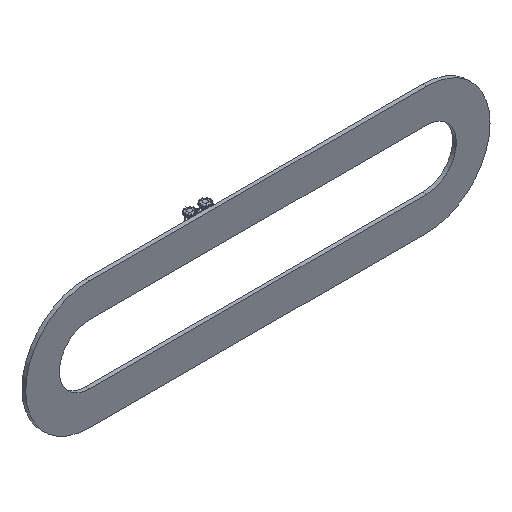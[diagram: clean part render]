
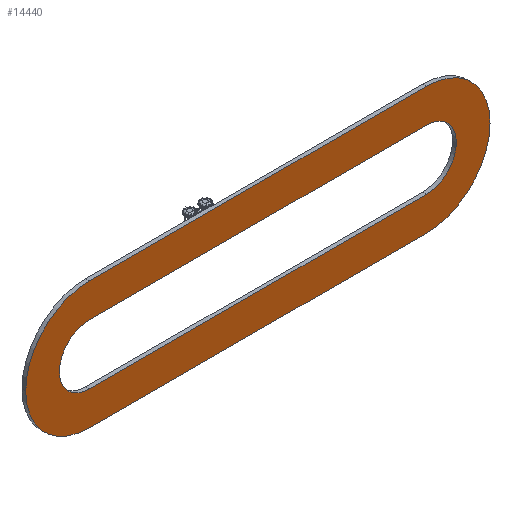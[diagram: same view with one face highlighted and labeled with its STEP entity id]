
A CAD part, isometric view. The second image highlights one B-rep face of the part: STEP entity #14440.
In plain terms, the highlighted face is planar.
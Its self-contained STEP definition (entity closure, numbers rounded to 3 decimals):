
#198 = EDGE_CURVE ( 'NONE', #979, #21056, #2883, .T. ) ;
#199 = CARTESIAN_POINT ( 'NONE',  ( 0., 0., 100. ) ) ;
#301 = EDGE_CURVE ( 'NONE', #31573, #13855, #863, .T. ) ;
#325 = CARTESIAN_POINT ( 'NONE',  ( 0., -1700., 100. ) ) ;
#354 = DIRECTION ( 'NONE',  ( 1., 0., 0. ) ) ;
#356 = CIRCLE ( 'NONE', #8010, 800. ) ;
#863 = CIRCLE ( 'NONE', #30340, 800. ) ;
#979 = VERTEX_POINT ( 'NONE', #20183 ) ;
#1699 = CARTESIAN_POINT ( 'NONE',  ( -1700., 0., 100. ) ) ;
#2045 = DIRECTION ( 'NONE',  ( 0., 0., 1. ) ) ;
#2565 = AXIS2_PLACEMENT_3D ( 'NONE', #19868, #32806, #22412 ) ;
#2883 = LINE ( 'NONE', #16722, #13438 ) ;
#3843 = CARTESIAN_POINT ( 'NONE',  ( 0., -1700., 100. ) ) ;
#4423 = CARTESIAN_POINT ( 'NONE',  ( 9000., 0., 100. ) ) ;
#5519 = ORIENTED_EDGE ( 'NONE', *, *, #24206, .F. ) ;
#7958 = AXIS2_PLACEMENT_3D ( 'NONE', #4423, #22214, #12133 ) ;
#8010 = AXIS2_PLACEMENT_3D ( 'NONE', #199, #11310, #21720 ) ;
#8064 = CIRCLE ( 'NONE', #2565, 1700. ) ;
#9036 = AXIS2_PLACEMENT_3D ( 'NONE', #26338, #19623, #354 ) ;
#9196 = CIRCLE ( 'NONE', #31006, 1700. ) ;
#10387 = EDGE_CURVE ( 'NONE', #24568, #32049, #23228, .T. ) ;
#10616 = ORIENTED_EDGE ( 'NONE', *, *, #12596, .T. ) ;
#11310 = DIRECTION ( 'NONE',  ( 0., 0., 1. ) ) ;
#11775 = ORIENTED_EDGE ( 'NONE', *, *, #30931, .F. ) ;
#11811 = EDGE_CURVE ( 'NONE', #13855, #29163, #356, .T. ) ;
#12133 = DIRECTION ( 'NONE',  ( 1., 0., 0. ) ) ;
#12596 = EDGE_CURVE ( 'NONE', #27630, #24568, #8064, .T. ) ;
#12917 = VECTOR ( 'NONE', #28276, 1000. ) ;
#13438 = VECTOR ( 'NONE', #27129, 1000. ) ;
#13525 = EDGE_CURVE ( 'NONE', #21056, #27630, #9196, .T. ) ;
#13767 = LINE ( 'NONE', #16486, #30168 ) ;
#13855 = VERTEX_POINT ( 'NONE', #24620 ) ;
#14421 = EDGE_LOOP ( 'NONE', ( #5519, #32945, #28412, #11775, #29959 ) ) ;
#14440 = ADVANCED_FACE ( 'NONE', ( #31213, #33415 ), #33585, .T. ) ;
#15095 = DIRECTION ( 'NONE',  ( 1., 0., 0. ) ) ;
#15143 = LINE ( 'NONE', #25553, #12917 ) ;
#15463 = CARTESIAN_POINT ( 'NONE',  ( 9000., 800., 100. ) ) ;
#16456 = CIRCLE ( 'NONE', #7958, 1700. ) ;
#16486 = CARTESIAN_POINT ( 'NONE',  ( 0., 800., 100. ) ) ;
#16722 = CARTESIAN_POINT ( 'NONE',  ( 0., 1700., 100. ) ) ;
#16956 = CARTESIAN_POINT ( 'NONE',  ( 0., 800., 100. ) ) ;
#17225 = CARTESIAN_POINT ( 'NONE',  ( 0., 0., 100. ) ) ;
#18076 = ORIENTED_EDGE ( 'NONE', *, *, #21933, .T. ) ;
#18958 = VERTEX_POINT ( 'NONE', #15463 ) ;
#19312 = CARTESIAN_POINT ( 'NONE',  ( 0., -800., 100. ) ) ;
#19410 = CIRCLE ( 'NONE', #9036, 800. ) ;
#19623 = DIRECTION ( 'NONE',  ( 0., 0., 1. ) ) ;
#19868 = CARTESIAN_POINT ( 'NONE',  ( 0., 0., 100. ) ) ;
#20183 = CARTESIAN_POINT ( 'NONE',  ( 9000., 1700., 100. ) ) ;
#20559 = EDGE_CURVE ( 'NONE', #24724, #18958, #19410, .T. ) ;
#20790 = CARTESIAN_POINT ( 'NONE',  ( 0., 0., 100. ) ) ;
#21056 = VERTEX_POINT ( 'NONE', #22620 ) ;
#21170 = DIRECTION ( 'NONE',  ( 1., 0., 0. ) ) ;
#21720 = DIRECTION ( 'NONE',  ( 1., 0., 0. ) ) ;
#21933 = EDGE_CURVE ( 'NONE', #32049, #979, #16456, .T. ) ;
#22057 = EDGE_LOOP ( 'NONE', ( #29207, #10616, #24188, #18076, #23035 ) ) ;
#22214 = DIRECTION ( 'NONE',  ( 0., 0., 1. ) ) ;
#22269 = AXIS2_PLACEMENT_3D ( 'NONE', #20790, #28313, #31559 ) ;
#22412 = DIRECTION ( 'NONE',  ( 1., 0., 0. ) ) ;
#22620 = CARTESIAN_POINT ( 'NONE',  ( 0., 1700., 100. ) ) ;
#22996 = DIRECTION ( 'NONE',  ( 1., 0., 0. ) ) ;
#23035 = ORIENTED_EDGE ( 'NONE', *, *, #198, .T. ) ;
#23228 = LINE ( 'NONE', #325, #25677 ) ;
#24188 = ORIENTED_EDGE ( 'NONE', *, *, #10387, .T. ) ;
#24206 = EDGE_CURVE ( 'NONE', #29163, #24724, #15143, .T. ) ;
#24568 = VERTEX_POINT ( 'NONE', #3843 ) ;
#24620 = CARTESIAN_POINT ( 'NONE',  ( -800., 0., 100. ) ) ;
#24724 = VERTEX_POINT ( 'NONE', #27951 ) ;
#25553 = CARTESIAN_POINT ( 'NONE',  ( 0., -800., 100. ) ) ;
#25677 = VECTOR ( 'NONE', #21170, 1000. ) ;
#26338 = CARTESIAN_POINT ( 'NONE',  ( 9000., 0., 100. ) ) ;
#27129 = DIRECTION ( 'NONE',  ( -1., 0., 0. ) ) ;
#27623 = DIRECTION ( 'NONE',  ( 0., 0., 1. ) ) ;
#27630 = VERTEX_POINT ( 'NONE', #1699 ) ;
#27951 = CARTESIAN_POINT ( 'NONE',  ( 9000., -800., 100. ) ) ;
#28276 = DIRECTION ( 'NONE',  ( 1., 0., 0. ) ) ;
#28313 = DIRECTION ( 'NONE',  ( 0., 0., 1. ) ) ;
#28412 = ORIENTED_EDGE ( 'NONE', *, *, #301, .F. ) ;
#29163 = VERTEX_POINT ( 'NONE', #19312 ) ;
#29207 = ORIENTED_EDGE ( 'NONE', *, *, #13525, .T. ) ;
#29959 = ORIENTED_EDGE ( 'NONE', *, *, #20559, .F. ) ;
#30168 = VECTOR ( 'NONE', #31526, 1000. ) ;
#30220 = CARTESIAN_POINT ( 'NONE',  ( 9000., -1700., 100. ) ) ;
#30340 = AXIS2_PLACEMENT_3D ( 'NONE', #17225, #27623, #22996 ) ;
#30931 = EDGE_CURVE ( 'NONE', #18958, #31573, #13767, .T. ) ;
#31006 = AXIS2_PLACEMENT_3D ( 'NONE', #33497, #2045, #15095 ) ;
#31213 = FACE_OUTER_BOUND ( 'NONE', #22057, .T. ) ;
#31526 = DIRECTION ( 'NONE',  ( -1., 0., 0. ) ) ;
#31559 = DIRECTION ( 'NONE',  ( 1., 0., 0. ) ) ;
#31573 = VERTEX_POINT ( 'NONE', #16956 ) ;
#32049 = VERTEX_POINT ( 'NONE', #30220 ) ;
#32806 = DIRECTION ( 'NONE',  ( 0., 0., 1. ) ) ;
#32945 = ORIENTED_EDGE ( 'NONE', *, *, #11811, .F. ) ;
#33415 = FACE_BOUND ( 'NONE', #14421, .T. ) ;
#33497 = CARTESIAN_POINT ( 'NONE',  ( 0., 0., 100. ) ) ;
#33585 = PLANE ( 'NONE',  #22269 ) ;
